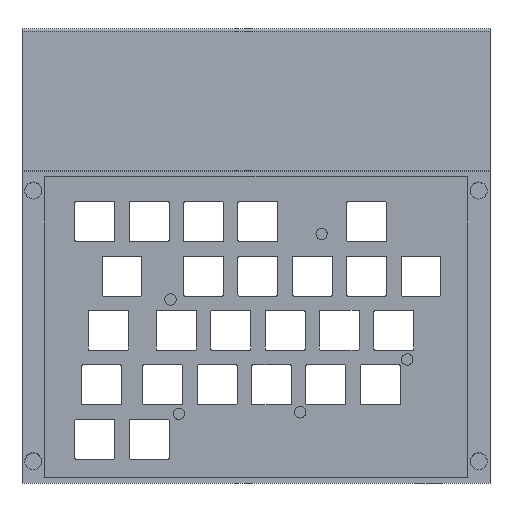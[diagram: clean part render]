
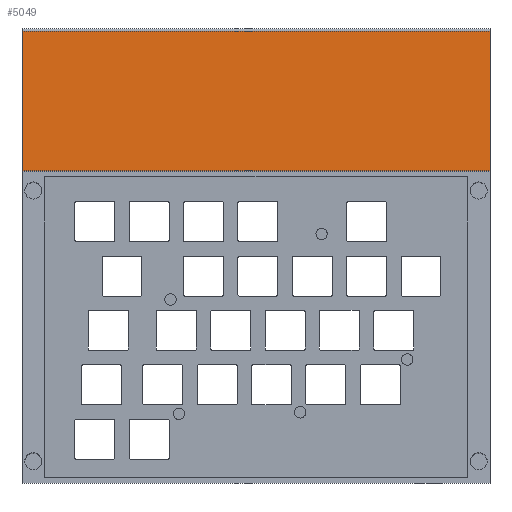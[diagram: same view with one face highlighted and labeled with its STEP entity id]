
A CAD part, front view. The second image highlights one B-rep face of the part: STEP entity #5049.
In plain terms, the highlighted planar face has unit normal (0, -0.999, 0.049).
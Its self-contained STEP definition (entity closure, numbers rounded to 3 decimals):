
#443=PLANE('',#5332);
#592=FACE_OUTER_BOUND('',#862,.T.);
#862=EDGE_LOOP('',(#3537,#3538,#3539,#3540));
#1217=LINE('',#7510,#1740);
#1220=LINE('',#7516,#1743);
#1221=LINE('',#7518,#1744);
#1222=LINE('',#7519,#1745);
#1740=VECTOR('',#5854,10.);
#1743=VECTOR('',#5859,10.);
#1744=VECTOR('',#5860,10.);
#1745=VECTOR('',#5861,10.);
#2265=VERTEX_POINT('',#7507);
#2266=VERTEX_POINT('',#7509);
#2268=VERTEX_POINT('',#7515);
#2269=VERTEX_POINT('',#7517);
#2771=EDGE_CURVE('',#2266,#2265,#1217,.T.);
#2774=EDGE_CURVE('',#2265,#2268,#1220,.T.);
#2775=EDGE_CURVE('',#2269,#2268,#1221,.T.);
#2776=EDGE_CURVE('',#2266,#2269,#1222,.T.);
#3537=ORIENTED_EDGE('',*,*,#2774,.T.);
#3538=ORIENTED_EDGE('',*,*,#2775,.F.);
#3539=ORIENTED_EDGE('',*,*,#2776,.F.);
#3540=ORIENTED_EDGE('',*,*,#2771,.T.);
#5049=ADVANCED_FACE('',(#592),#443,.T.);
#5332=AXIS2_PLACEMENT_3D('',#7514,#5857,#5858);
#5854=DIRECTION('',(1.,0.,0.));
#5857=DIRECTION('center_axis',(0.,-0.999,0.049));
#5858=DIRECTION('ref_axis',(0.,-0.049,-0.999));
#5859=DIRECTION('',(0.,0.049,0.999));
#5860=DIRECTION('',(1.,0.,0.));
#5861=DIRECTION('',(0.,0.049,0.999));
#7507=CARTESIAN_POINT('',(154.,-3.171,107.073));
#7509=CARTESIAN_POINT('',(-10.,-3.171,107.073));
#7510=CARTESIAN_POINT('',(-10.,-3.171,107.073));
#7514=CARTESIAN_POINT('Origin',(-10.,-0.777,156.015));
#7515=CARTESIAN_POINT('',(154.,-0.777,156.015));
#7516=CARTESIAN_POINT('',(154.,-1.356,144.184));
#7517=CARTESIAN_POINT('',(-10.,-0.777,156.015));
#7518=CARTESIAN_POINT('',(-10.,-0.777,156.015));
#7519=CARTESIAN_POINT('',(-10.,-3.171,107.073));
